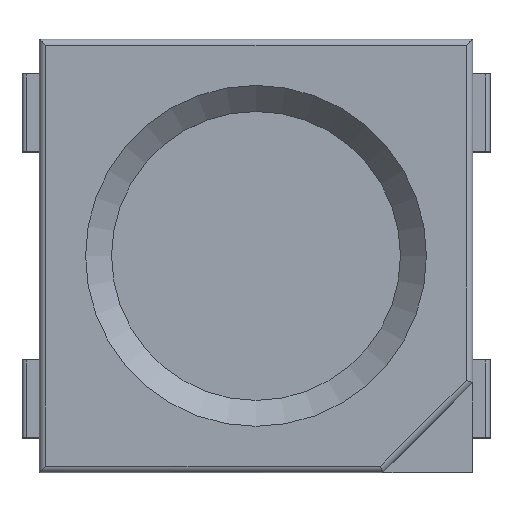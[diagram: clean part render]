
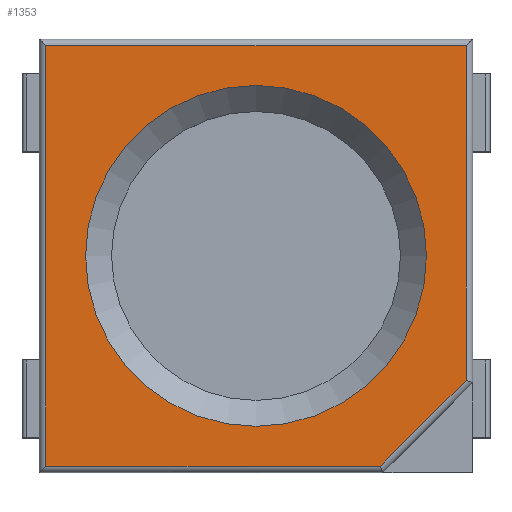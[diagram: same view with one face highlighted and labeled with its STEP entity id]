
A CAD part, top view. The second image highlights one B-rep face of the part: STEP entity #1353.
In plain terms, the highlighted planar face has unit normal (0, 0, 1).
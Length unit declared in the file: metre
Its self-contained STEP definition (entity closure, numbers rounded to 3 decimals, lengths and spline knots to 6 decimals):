
#69=CIRCLE('',#1571,0.001377);
#468=ORIENTED_EDGE('',*,*,#663,.T.);
#469=ORIENTED_EDGE('',*,*,#659,.T.);
#470=ORIENTED_EDGE('',*,*,#655,.T.);
#471=ORIENTED_EDGE('',*,*,#658,.T.);
#472=ORIENTED_EDGE('',*,*,#662,.T.);
#473=ORIENTED_EDGE('',*,*,#664,.T.);
#655=EDGE_CURVE('',#784,#783,#935,.T.);
#658=EDGE_CURVE('',#783,#785,#936,.T.);
#659=EDGE_CURVE('',#786,#784,#937,.T.);
#662=EDGE_CURVE('',#785,#787,#938,.T.);
#663=EDGE_CURVE('',#787,#786,#939,.T.);
#664=EDGE_CURVE('',#788,#788,#69,.T.);
#783=VERTEX_POINT('',#2304);
#784=VERTEX_POINT('',#2306);
#785=VERTEX_POINT('',#2310);
#786=VERTEX_POINT('',#2314);
#787=VERTEX_POINT('',#2318);
#788=VERTEX_POINT('',#2324);
#935=LINE('',#2305,#1086);
#936=LINE('',#2311,#1087);
#937=LINE('',#2313,#1088);
#938=LINE('',#2319,#1089);
#939=LINE('',#2321,#1090);
#1086=VECTOR('',#1915,1.);
#1087=VECTOR('',#1922,1.);
#1088=VECTOR('',#1925,1.);
#1089=VECTOR('',#1932,1.);
#1090=VECTOR('',#1935,1.);
#1164=EDGE_LOOP('',(#468,#469,#470,#471,#472));
#1165=EDGE_LOOP('',(#473));
#1239=FACE_BOUND('',#1164,.T.);
#1240=FACE_BOUND('',#1165,.T.);
#1285=PLANE('',#1572);
#1353=ADVANCED_FACE('',(#1239,#1240),#1285,.T.);
#1571=AXIS2_PLACEMENT_3D('',#2323,#1938,#1939);
#1572=AXIS2_PLACEMENT_3D('',#2325,#1940,#1941);
#1915=DIRECTION('',(-1.,0.,0.));
#1922=DIRECTION('',(0.,-1.,0.));
#1925=DIRECTION('',(0.,1.,0.));
#1932=DIRECTION('',(1.,0.,0.));
#1935=DIRECTION('',(0.707,0.707,0.));
#1938=DIRECTION('',(0.,0.,-1.));
#1939=DIRECTION('',(-1.,0.,0.));
#1940=DIRECTION('',(0.,0.,1.));
#1941=DIRECTION('',(-1.,0.,0.));
#2304=CARTESIAN_POINT('',(-0.001698,0.001698,0.00112));
#2305=CARTESIAN_POINT('',(0.00175,0.001698,0.00112));
#2306=CARTESIAN_POINT('',(0.001698,0.001698,0.00112));
#2310=CARTESIAN_POINT('',(-0.001698,-0.001698,0.00112));
#2311=CARTESIAN_POINT('',(-0.001698,0.00175,0.00112));
#2313=CARTESIAN_POINT('',(0.001698,-0.001025,0.00112));
#2314=CARTESIAN_POINT('',(0.001698,-0.001003,0.00112));
#2318=CARTESIAN_POINT('',(0.001003,-0.001698,0.00112));
#2319=CARTESIAN_POINT('',(-0.00175,-0.001698,0.00112));
#2321=CARTESIAN_POINT('',(0.000988,-0.001713,0.00112));
#2323=CARTESIAN_POINT('',(0.,0.,0.00112));
#2324=CARTESIAN_POINT('',(-0.001377,0.,0.00112));
#2325=CARTESIAN_POINT('',(0.,0.,0.00112));
